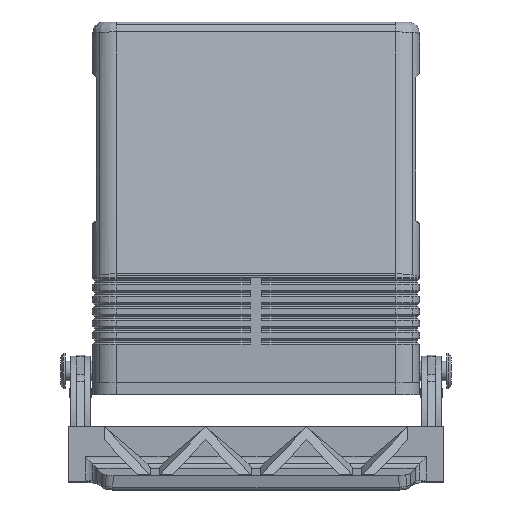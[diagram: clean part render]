
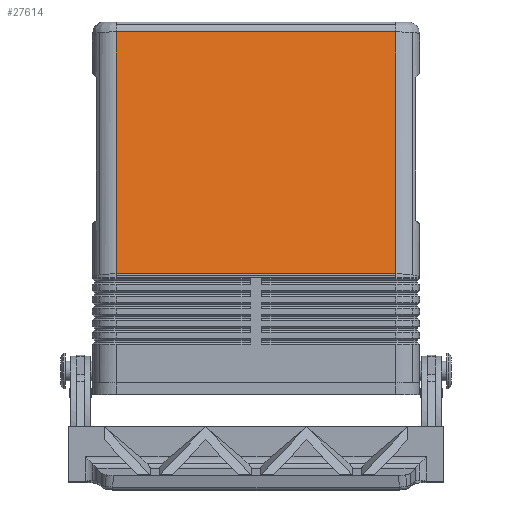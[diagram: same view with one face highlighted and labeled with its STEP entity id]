
A CAD part, left-side view. The second image highlights one B-rep face of the part: STEP entity #27614.
In plain terms, the highlighted planar face has unit normal (-0.986, 0, 0.166).
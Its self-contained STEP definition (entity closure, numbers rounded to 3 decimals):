
#3577=CARTESIAN_POINT('',(-46.667,-35.25,30.493));
#3578=VERTEX_POINT('',#3577);
#3586=CARTESIAN_POINT('',(-46.667,35.25,30.493));
#3587=VERTEX_POINT('',#3586);
#3588=CARTESIAN_POINT('',(-46.667,-35.25,30.493));
#3589=DIRECTION('',(0.0,1.0,0.0));
#3590=VECTOR('',#3589,70.5);
#3591=LINE('',#3588,#3590);
#3592=EDGE_CURVE('',#3578,#3587,#3591,.T.);
#17481=CARTESIAN_POINT('',(-36.42,-35.25,91.497));
#17482=VERTEX_POINT('',#17481);
#17490=CARTESIAN_POINT('',(-36.42,-35.25,91.497));
#17491=DIRECTION('',(-0.166,0.0,-0.986));
#17492=VECTOR('',#17491,61.858);
#17493=LINE('',#17490,#17492);
#17494=EDGE_CURVE('',#17482,#3578,#17493,.T.);
#25598=CARTESIAN_POINT('',(-36.42,35.25,91.497));
#25599=VERTEX_POINT('',#25598);
#25607=CARTESIAN_POINT('',(-36.42,35.25,91.497));
#25608=DIRECTION('',(0.0,-1.0,0.0));
#25609=VECTOR('',#25608,70.5);
#25610=LINE('',#25607,#25609);
#25611=EDGE_CURVE('',#25599,#17482,#25610,.T.);
#26002=CARTESIAN_POINT('',(-46.667,35.25,30.493));
#26003=DIRECTION('',(0.166,0.0,0.986));
#26004=VECTOR('',#26003,61.858);
#26005=LINE('',#26002,#26004);
#26006=EDGE_CURVE('',#3587,#25599,#26005,.T.);
#27603=CARTESIAN_POINT('',(-36.0,0.0,94.0));
#27604=DIRECTION('',(-0.986,0.0,0.166));
#27605=DIRECTION('',(0.166,0.0,0.986));
#27606=AXIS2_PLACEMENT_3D('',#27603,#27604,#27605);
#27607=PLANE('',#27606);
#27608=ORIENTED_EDGE('',*,*,#25611,.F.);
#27609=ORIENTED_EDGE('',*,*,#26006,.F.);
#27610=ORIENTED_EDGE('',*,*,#3592,.F.);
#27611=ORIENTED_EDGE('',*,*,#17494,.F.);
#27612=EDGE_LOOP('',(#27608,#27609,#27610,#27611));
#27613=FACE_OUTER_BOUND('',#27612,.T.);
#27614=ADVANCED_FACE('',(#27613),#27607,.T.);
